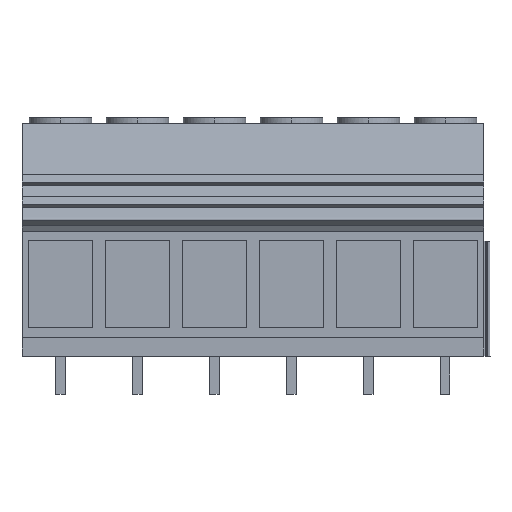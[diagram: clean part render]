
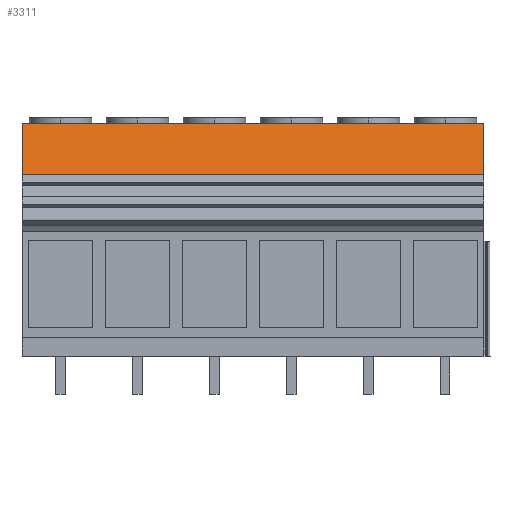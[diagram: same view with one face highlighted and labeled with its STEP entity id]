
A CAD part, front view. The second image highlights one B-rep face of the part: STEP entity #3311.
In plain terms, the highlighted planar face has unit normal (0, -0.966, 0.259).
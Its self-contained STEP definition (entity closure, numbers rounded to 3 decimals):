
#3291=AXIS2_PLACEMENT_3D('Plane Axis2P3D',#3288,#3289,#3290) ;
#794=CARTESIAN_POINT('Vertex',(0.,6.947,28.966)) ;
#797=CARTESIAN_POINT('Line Origine',(0.,7.853,32.346)) ;
#801=CARTESIAN_POINT('Vertex',(0.,8.758,35.725)) ;
#3273=CARTESIAN_POINT('Vertex',(60.96,6.947,28.966)) ;
#3276=CARTESIAN_POINT('Line Origine',(30.48,6.947,28.966)) ;
#3288=CARTESIAN_POINT('Axis2P3D Location',(20.32,6.947,28.966)) ;
#3293=CARTESIAN_POINT('Line Origine',(60.96,7.853,32.346)) ;
#3297=CARTESIAN_POINT('Vertex',(60.96,8.758,35.725)) ;
#3300=CARTESIAN_POINT('Line Origine',(30.48,8.758,35.725)) ;
#798=DIRECTION('Vector Direction',(0.,0.259,0.966)) ;
#3277=DIRECTION('Vector Direction',(1.,0.,0.)) ;
#3289=DIRECTION('Axis2P3D Direction',(0.,0.966,-0.259)) ;
#3290=DIRECTION('Axis2P3D XDirection',(0.,0.259,0.966)) ;
#3294=DIRECTION('Vector Direction',(0.,0.259,0.966)) ;
#3301=DIRECTION('Vector Direction',(1.,0.,0.)) ;
#799=VECTOR('Line Direction',#798,1.) ;
#3278=VECTOR('Line Direction',#3277,1.) ;
#3295=VECTOR('Line Direction',#3294,1.) ;
#3302=VECTOR('Line Direction',#3301,1.) ;
#3306=ORIENTED_EDGE('',*,*,#3280,.T.) ;
#3307=ORIENTED_EDGE('',*,*,#3299,.T.) ;
#3308=ORIENTED_EDGE('',*,*,#3304,.F.) ;
#3309=ORIENTED_EDGE('',*,*,#803,.F.) ;
#3311=ADVANCED_FACE('HOUSING',(#3310),#3292,.F.) ;
#803=EDGE_CURVE('',#795,#802,#800,.T.) ;
#3280=EDGE_CURVE('',#795,#3274,#3279,.T.) ;
#3299=EDGE_CURVE('',#3274,#3298,#3296,.T.) ;
#3304=EDGE_CURVE('',#802,#3298,#3303,.T.) ;
#3305=EDGE_LOOP('',(#3306,#3307,#3308,#3309)) ;
#3310=FACE_OUTER_BOUND('',#3305,.T.) ;
#800=LINE('Line',#797,#799) ;
#3279=LINE('Line',#3276,#3278) ;
#3296=LINE('Line',#3293,#3295) ;
#3303=LINE('Line',#3300,#3302) ;
#3292=PLANE('',#3291) ;
#795=VERTEX_POINT('',#794) ;
#802=VERTEX_POINT('',#801) ;
#3274=VERTEX_POINT('',#3273) ;
#3298=VERTEX_POINT('',#3297) ;
